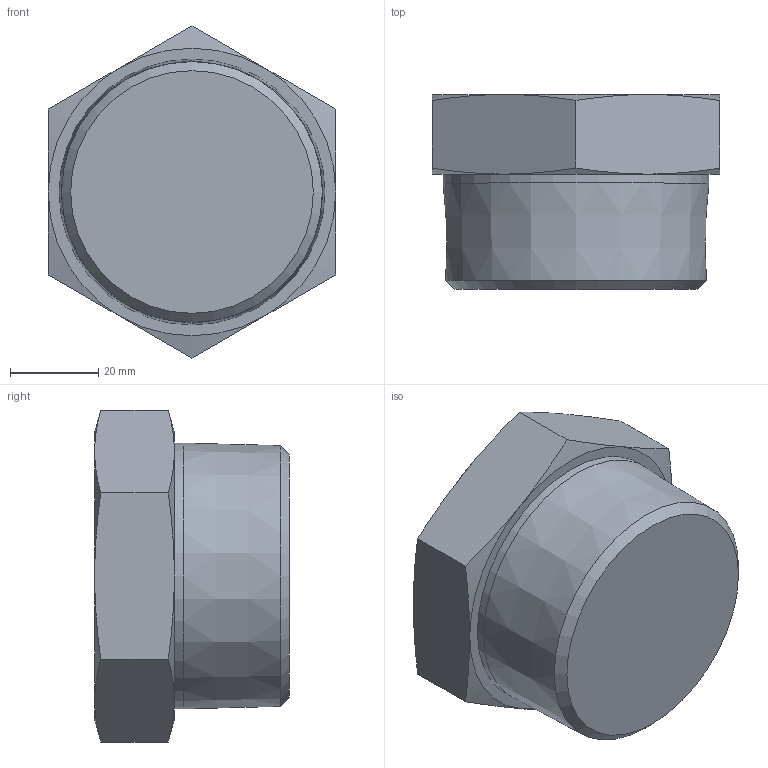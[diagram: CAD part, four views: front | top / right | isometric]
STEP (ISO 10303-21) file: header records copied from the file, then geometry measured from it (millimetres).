
FILE_DESCRIPTION(/* description */ (''),/* implementation_level */ '2;1');
FILE_NAME(/* name */ '31429W.stp',/* time_stamp */ '2018-02-06T13:59:52+01:00',/* author */ ('acgl'),/* organization */ (''),/* preprocessor_version */ 'ST-DEVELOPER v15.6',/* originating_system */ 'Autodesk Inventor 2015',/* authorisation */ '');
FILE_SCHEMA (('AUTOMOTIVE_DESIGN { 1 0 10303 214 3 1 1 }'));
Length unit declared in the file: centimetre
Products named in the file (1): 31429W
Bounding box: 65 x 44 x 75.06 mm (x, y, z)
Volume: 137488.3 mm3; surface area: 15762.6 mm2
Topology: 1 solids, 1 shells, 28 faces, 55 edges, 32 vertices
Faces by surface type: cone 14, plane 11, cylinder 3
Full cylindrical faces by diameter (mm): 5.5 x1, 10.1 x1, 60.092 x1
Entity records: 717 total; most frequent: CARTESIAN_POINT 159, DIRECTION 104, ORIENTED_EDGE 100, EDGE_CURVE 50, AXIS2_PLACEMENT_3D 49, EDGE_LOOP 36, VERTEX_POINT 32, STYLED_ITEM 29
